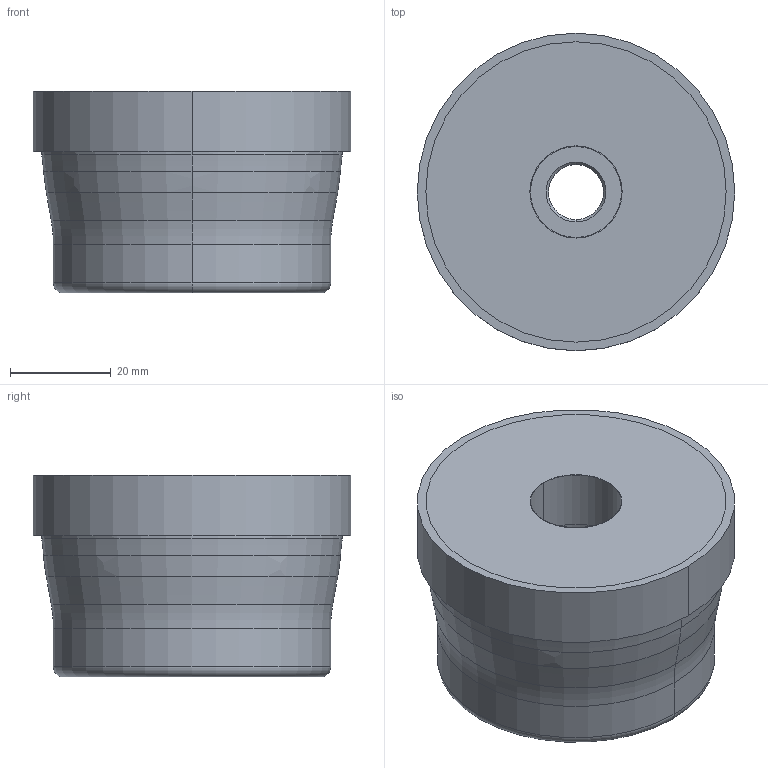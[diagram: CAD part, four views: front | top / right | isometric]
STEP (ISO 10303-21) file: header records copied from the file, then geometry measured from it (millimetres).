
FILE_DESCRIPTION((''),'2;1');
FILE_NAME('2J1F063R00__ASM','2008-10-22T',('neuberger'),(''),'PRO/ENGINEER BY PARAMETRIC TECHNOLOGY CORPORATION, 2007460','PRO/ENGINEER BY PARAMETRIC TECHNOLOGY CORPORATION, 2007460','');
FILE_SCHEMA(('CONFIG_CONTROL_DESIGN'));
Length unit declared in the file: millimetre
Products named in the file (3): 2J1F063R00SCHNEIDE; 2J1F063R00KOERPER; 2J1F063R00__ASM
Assembly tree (2 placements, depth 2):
  2J1F063R00__ASM
    2J1F063R00SCHNEIDE
    2J1F063R00KOERPER
Bounding box: 63 x 63 x 40 mm (x, y, z)
Surface area: 23276.8 mm2 (no closed solid volume)
Topology: 0 solids, 2 shells, 41 faces, 82 edges, 48 vertices
Faces by surface type: cylinder 16, torus 8, plane 7, cone 6, bspline 4
Entity records: 1233 total; most frequent: CARTESIAN_POINT 236, DIRECTION 226, ORIENTED_EDGE 164, AXIS2_PLACEMENT_3D 102, EDGE_CURVE 82, CIRCLE 60, VERTEX_POINT 48, EDGE_LOOP 48
